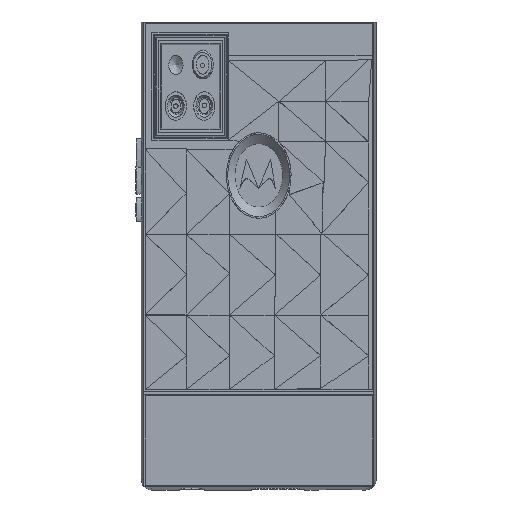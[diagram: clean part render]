
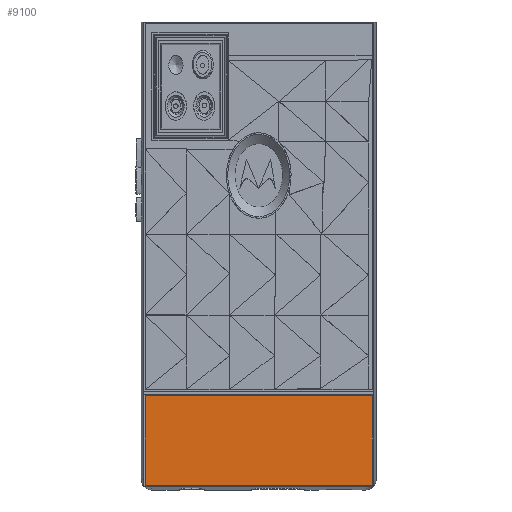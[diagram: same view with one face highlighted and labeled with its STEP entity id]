
A CAD part, top view. The second image highlights one B-rep face of the part: STEP entity #9100.
In plain terms, the highlighted planar face has unit normal (0, 0, 1).
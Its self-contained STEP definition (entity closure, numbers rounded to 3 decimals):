
#1063=LINE('',#16045,#1987);
#1067=LINE('',#16053,#1991);
#1070=LINE('',#16059,#1994);
#1073=LINE('',#16064,#1997);
#1987=VECTOR('',#12062,10.);
#1991=VECTOR('',#12068,10.);
#1994=VECTOR('',#12073,10.);
#1997=VECTOR('',#12078,10.);
#2768=FACE_OUTER_BOUND('',#3337,.T.);
#3337=EDGE_LOOP('',(#7988,#7989,#7990,#7991));
#4196=VERTEX_POINT('',#16043);
#4197=VERTEX_POINT('',#16044);
#4200=VERTEX_POINT('',#16052);
#4202=VERTEX_POINT('',#16058);
#5401=EDGE_CURVE('',#4196,#4197,#1063,.T.);
#5405=EDGE_CURVE('',#4200,#4196,#1067,.T.);
#5408=EDGE_CURVE('',#4202,#4200,#1070,.T.);
#5411=EDGE_CURVE('',#4197,#4202,#1073,.T.);
#7988=ORIENTED_EDGE('',*,*,#5401,.T.);
#7989=ORIENTED_EDGE('',*,*,#5411,.T.);
#7990=ORIENTED_EDGE('',*,*,#5408,.T.);
#7991=ORIENTED_EDGE('',*,*,#5405,.T.);
#8571=PLANE('',#9899);
#9100=ADVANCED_FACE('',(#2768),#8571,.T.);
#9899=AXIS2_PLACEMENT_3D('',#16374,#12270,#12271);
#12062=DIRECTION('',(0.,1.,0.));
#12068=DIRECTION('',(1.,0.,0.));
#12073=DIRECTION('',(0.,-1.,0.));
#12078=DIRECTION('',(-1.,0.,0.));
#12270=DIRECTION('center_axis',(0.,0.,1.));
#12271=DIRECTION('ref_axis',(1.,0.,0.));
#16043=CARTESIAN_POINT('',(28.18,-98.215,7.467));
#16044=CARTESIAN_POINT('',(28.18,-67.911,7.467));
#16045=CARTESIAN_POINT('',(28.18,-59.441,7.467));
#16052=CARTESIAN_POINT('',(-48.642,-98.215,7.467));
#16053=CARTESIAN_POINT('',(-29.687,-98.215,7.467));
#16058=CARTESIAN_POINT('',(-48.642,-67.911,7.467));
#16059=CARTESIAN_POINT('',(-48.642,-43.789,7.467));
#16064=CARTESIAN_POINT('',(9.225,-67.911,7.467));
#16374=CARTESIAN_POINT('Origin',(-10.231,-20.167,7.467));
